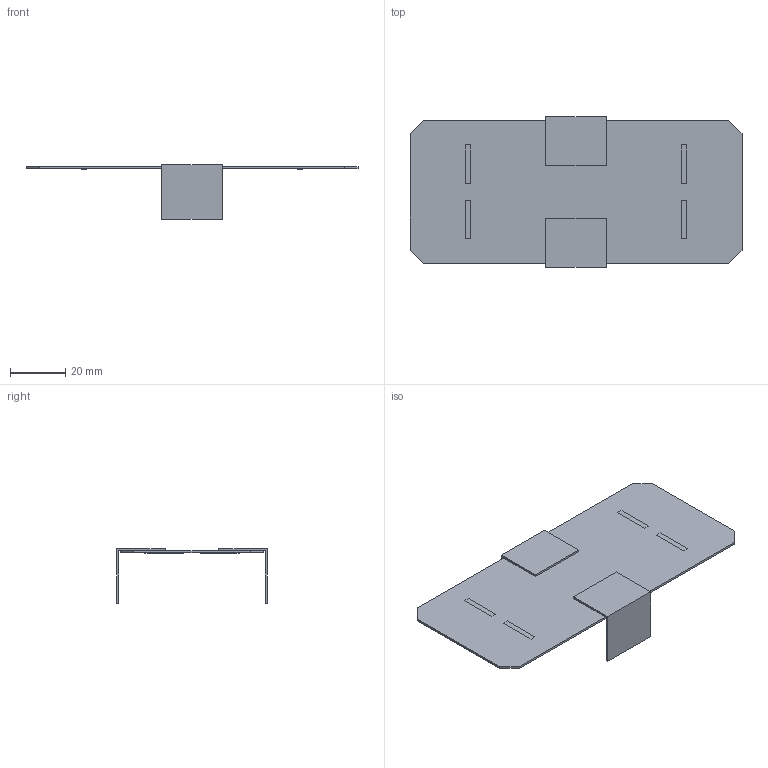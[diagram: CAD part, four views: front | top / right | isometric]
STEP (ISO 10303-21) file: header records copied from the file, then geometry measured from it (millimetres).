
FILE_DESCRIPTION(/* description */ (''),/* implementation_level */ '2;1');
FILE_NAME(/* name */ '485222.stp',/* time_stamp */ '2023-12-19T13:47:13+01:00',/* author */ ('bonnaudn'),/* organization */ (''),/* preprocessor_version */ 'ST-DEVELOPER v19.2',/* originating_system */ 'AutoCAD Mechanical',/* authorisation */ '');
FILE_SCHEMA (('AUTOMOTIVE_DESIGN { 1 0 10303 214 3 1 1 }'));
Length unit declared in the file: millimetre
Products named in the file (1): Product
Bounding box: 120 x 54.5 x 19.88 mm (x, y, z)
Volume: 6162.3 mm3; surface area: 16273.3 mm2
Topology: 3 solids, 11 shells, 34 faces, 92 edges, 72 vertices
Faces by surface type: plane 34
Entity records: 1103 total; most frequent: CARTESIAN_POINT 199, DIRECTION 162, ORIENTED_EDGE 152, LINE 92, VECTOR 92, EDGE_CURVE 92, VERTEX_POINT 72, AXIS2_PLACEMENT_3D 35
